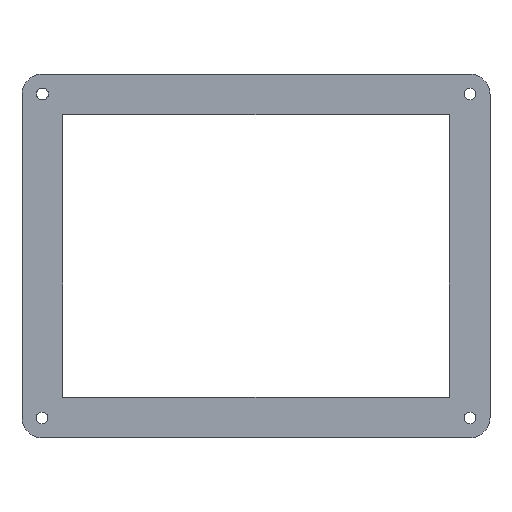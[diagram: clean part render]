
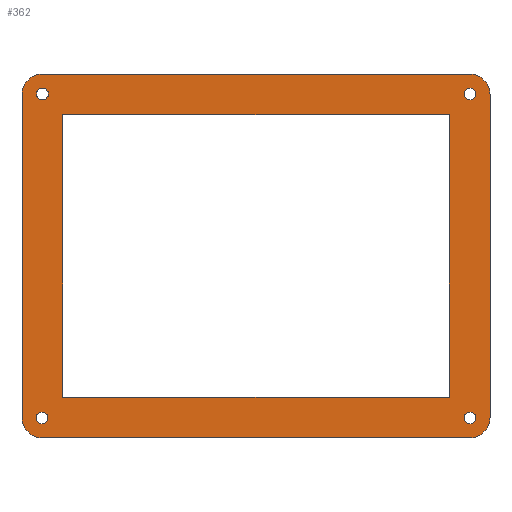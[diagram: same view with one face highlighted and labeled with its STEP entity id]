
A CAD part, top view. The second image highlights one B-rep face of the part: STEP entity #362.
In plain terms, the highlighted planar face has unit normal (0, 0, 1).
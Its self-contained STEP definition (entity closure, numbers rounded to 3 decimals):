
#20=FACE_BOUND('',#76,.T.);
#21=FACE_BOUND('',#77,.T.);
#22=FACE_BOUND('',#78,.T.);
#23=FACE_BOUND('',#79,.T.);
#24=FACE_BOUND('',#80,.T.);
#34=PLANE('',#398);
#52=FACE_OUTER_BOUND('',#75,.T.);
#75=EDGE_LOOP('',(#321,#322,#323,#324,#325,#326,#327,#328));
#76=EDGE_LOOP('',(#329));
#77=EDGE_LOOP('',(#330,#331,#332,#333));
#78=EDGE_LOOP('',(#334));
#79=EDGE_LOOP('',(#335));
#80=EDGE_LOOP('',(#336));
#85=LINE('',#516,#117);
#95=LINE('',#552,#127);
#98=LINE('',#560,#130);
#104=LINE('',#581,#136);
#106=LINE('',#585,#138);
#108=LINE('',#589,#140);
#110=LINE('',#592,#142);
#112=LINE('',#598,#144);
#117=VECTOR('',#413,10.);
#127=VECTOR('',#445,10.);
#130=VECTOR('',#454,10.);
#136=VECTOR('',#478,10.);
#138=VECTOR('',#482,10.);
#140=VECTOR('',#486,10.);
#142=VECTOR('',#490,10.);
#144=VECTOR('',#498,10.);
#145=CIRCLE('',#366,5.);
#154=CIRCLE('',#378,5.);
#155=CIRCLE('',#381,5.);
#156=CIRCLE('',#384,5.);
#157=CIRCLE('',#386,1.45);
#158=CIRCLE('',#388,1.45);
#159=CIRCLE('',#390,1.45);
#160=CIRCLE('',#396,1.45);
#161=VERTEX_POINT('',#503);
#162=VERTEX_POINT('',#504);
#166=VERTEX_POINT('',#514);
#180=VERTEX_POINT('',#546);
#181=VERTEX_POINT('',#550);
#182=VERTEX_POINT('',#554);
#183=VERTEX_POINT('',#558);
#184=VERTEX_POINT('',#562);
#185=VERTEX_POINT('',#566);
#186=VERTEX_POINT('',#570);
#187=VERTEX_POINT('',#574);
#188=VERTEX_POINT('',#578);
#189=VERTEX_POINT('',#580);
#190=VERTEX_POINT('',#584);
#191=VERTEX_POINT('',#588);
#192=VERTEX_POINT('',#594);
#193=EDGE_CURVE('',#161,#162,#145,.T.);
#199=EDGE_CURVE('',#161,#166,#85,.T.);
#214=EDGE_CURVE('',#180,#166,#154,.T.);
#217=EDGE_CURVE('',#180,#181,#95,.T.);
#218=EDGE_CURVE('',#182,#181,#155,.T.);
#221=EDGE_CURVE('',#182,#183,#98,.T.);
#222=EDGE_CURVE('',#184,#183,#156,.T.);
#224=EDGE_CURVE('',#185,#185,#157,.T.);
#226=EDGE_CURVE('',#186,#186,#158,.T.);
#228=EDGE_CURVE('',#187,#187,#159,.T.);
#231=EDGE_CURVE('',#189,#188,#104,.T.);
#233=EDGE_CURVE('',#190,#189,#106,.T.);
#235=EDGE_CURVE('',#191,#190,#108,.T.);
#237=EDGE_CURVE('',#188,#191,#110,.T.);
#238=EDGE_CURVE('',#192,#192,#160,.T.);
#240=EDGE_CURVE('',#184,#162,#112,.T.);
#321=ORIENTED_EDGE('',*,*,#193,.F.);
#322=ORIENTED_EDGE('',*,*,#199,.T.);
#323=ORIENTED_EDGE('',*,*,#214,.F.);
#324=ORIENTED_EDGE('',*,*,#217,.T.);
#325=ORIENTED_EDGE('',*,*,#218,.F.);
#326=ORIENTED_EDGE('',*,*,#221,.T.);
#327=ORIENTED_EDGE('',*,*,#222,.F.);
#328=ORIENTED_EDGE('',*,*,#240,.T.);
#329=ORIENTED_EDGE('',*,*,#238,.T.);
#330=ORIENTED_EDGE('',*,*,#237,.T.);
#331=ORIENTED_EDGE('',*,*,#235,.T.);
#332=ORIENTED_EDGE('',*,*,#233,.T.);
#333=ORIENTED_EDGE('',*,*,#231,.T.);
#334=ORIENTED_EDGE('',*,*,#228,.T.);
#335=ORIENTED_EDGE('',*,*,#226,.T.);
#336=ORIENTED_EDGE('',*,*,#224,.T.);
#362=ADVANCED_FACE('',(#52,#20,#21,#22,#23,#24),#34,.T.);
#366=AXIS2_PLACEMENT_3D('',#505,#403,#404);
#378=AXIS2_PLACEMENT_3D('',#547,#439,#440);
#381=AXIS2_PLACEMENT_3D('',#555,#448,#449);
#384=AXIS2_PLACEMENT_3D('',#563,#457,#458);
#386=AXIS2_PLACEMENT_3D('',#567,#462,#463);
#388=AXIS2_PLACEMENT_3D('',#571,#467,#468);
#390=AXIS2_PLACEMENT_3D('',#575,#472,#473);
#396=AXIS2_PLACEMENT_3D('',#595,#493,#494);
#398=AXIS2_PLACEMENT_3D('',#599,#499,#500);
#403=DIRECTION('center_axis',(0.,0.,-1.));
#404=DIRECTION('ref_axis',(-0.707,0.707,0.));
#413=DIRECTION('',(0.,-1.,0.));
#439=DIRECTION('center_axis',(0.,0.,-1.));
#440=DIRECTION('ref_axis',(-0.707,-0.707,0.));
#445=DIRECTION('',(1.,0.,0.));
#448=DIRECTION('center_axis',(0.,0.,-1.));
#449=DIRECTION('ref_axis',(0.707,-0.707,0.));
#454=DIRECTION('',(0.,1.,0.));
#457=DIRECTION('center_axis',(0.,0.,-1.));
#458=DIRECTION('ref_axis',(0.707,0.707,0.));
#462=DIRECTION('center_axis',(0.,0.,-1.));
#463=DIRECTION('ref_axis',(1.,0.,0.));
#467=DIRECTION('center_axis',(0.,0.,-1.));
#468=DIRECTION('ref_axis',(1.,0.,0.));
#472=DIRECTION('center_axis',(0.,0.,-1.));
#473=DIRECTION('ref_axis',(1.,0.,0.));
#478=DIRECTION('',(0.,-1.,0.));
#482=DIRECTION('',(1.,0.,0.));
#486=DIRECTION('',(0.,1.,0.));
#490=DIRECTION('',(-1.,0.,0.));
#493=DIRECTION('center_axis',(0.,0.,-1.));
#494=DIRECTION('ref_axis',(1.,0.,0.));
#498=DIRECTION('',(-1.,0.,0.));
#499=DIRECTION('center_axis',(0.,0.,1.));
#500=DIRECTION('ref_axis',(1.,0.,0.));
#503=CARTESIAN_POINT('',(-10.,74.06,27.));
#504=CARTESIAN_POINT('',(-5.,79.06,27.));
#505=CARTESIAN_POINT('Origin',(-5.,74.06,27.));
#514=CARTESIAN_POINT('',(-10.,-5.,27.));
#516=CARTESIAN_POINT('',(-10.,56.795,27.));
#546=CARTESIAN_POINT('',(-5.,-10.,27.));
#547=CARTESIAN_POINT('Origin',(-5.,-5.,27.));
#550=CARTESIAN_POINT('',(99.52,-10.,27.));
#552=CARTESIAN_POINT('',(18.63,-10.,27.));
#554=CARTESIAN_POINT('',(104.52,-5.,27.));
#555=CARTESIAN_POINT('Origin',(99.52,-5.,27.));
#558=CARTESIAN_POINT('',(104.52,74.06,27.));
#560=CARTESIAN_POINT('',(104.52,12.265,27.));
#562=CARTESIAN_POINT('',(99.52,79.06,27.));
#563=CARTESIAN_POINT('Origin',(99.52,74.06,27.));
#566=CARTESIAN_POINT('',(98.17,74.16,27.));
#567=CARTESIAN_POINT('Origin',(99.62,74.16,27.));
#570=CARTESIAN_POINT('',(-6.55,-5.1,27.));
#571=CARTESIAN_POINT('Origin',(-5.1,-5.1,27.));
#574=CARTESIAN_POINT('',(98.17,-5.1,27.));
#575=CARTESIAN_POINT('Origin',(99.62,-5.1,27.));
#578=CARTESIAN_POINT('',(94.52,0.,27.));
#580=CARTESIAN_POINT('',(94.52,69.06,27.));
#581=CARTESIAN_POINT('',(94.52,51.795,27.));
#584=CARTESIAN_POINT('',(0.,69.06,27.));
#585=CARTESIAN_POINT('',(23.63,69.06,27.));
#588=CARTESIAN_POINT('',(0.,0.,27.));
#589=CARTESIAN_POINT('',(0.,17.265,27.));
#592=CARTESIAN_POINT('',(70.89,0.,27.));
#594=CARTESIAN_POINT('',(-6.45,74.16,27.));
#595=CARTESIAN_POINT('Origin',(-5.,74.16,27.));
#598=CARTESIAN_POINT('',(75.89,79.06,27.));
#599=CARTESIAN_POINT('Origin',(47.26,34.53,27.));
